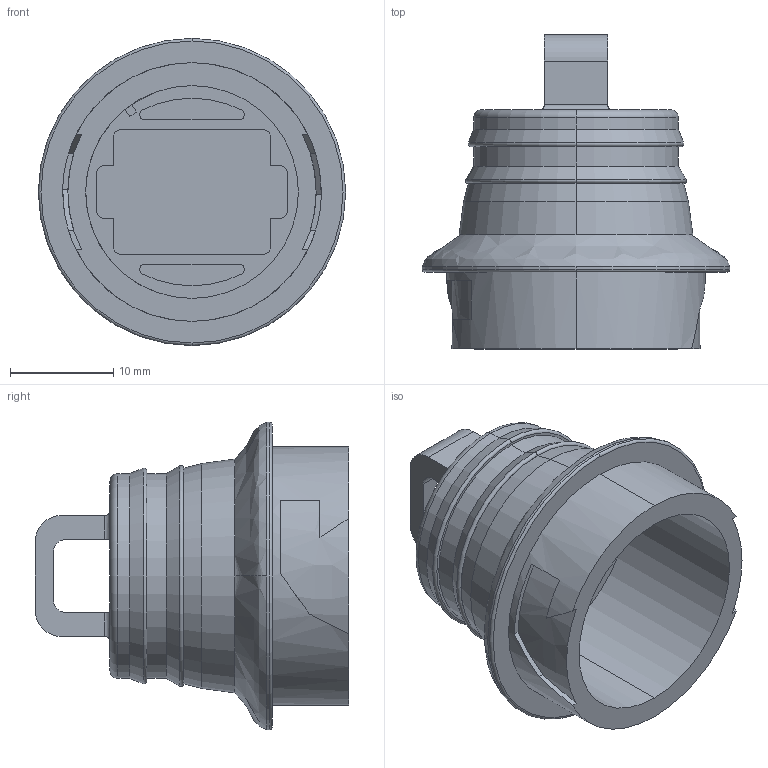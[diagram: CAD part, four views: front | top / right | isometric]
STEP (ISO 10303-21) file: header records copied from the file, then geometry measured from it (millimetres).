
FILE_DESCRIPTION (( 'STEP AP203' ), '1' );
FILE_NAME ('WT67PC.STEP', '2010-11-22T14:03:17', ( 'x' ), ( 'Microsoft' ), 'SwSTEP 2.0', 'SolidWorks 2010', '' );
FILE_SCHEMA (( 'CONFIG_CONTROL_DESIGN' ));
Length unit declared in the file: inch
Products named in the file (1): WT67PC
Bounding box: 29.72 x 30.35 x 29.72 mm (x, y, z)
Volume: 3729.2 mm3; surface area: 4838.9 mm2
Topology: 1 solids, 1 shells, 104 faces, 295 edges, 200 vertices
Faces by surface type: plane 47, cylinder 37, torus 8, cone 8, bspline 4
Entity records: 3880 total; most frequent: CARTESIAN_POINT 1112, ORIENTED_EDGE 590, DIRECTION 537, EDGE_CURVE 295, AXIS2_PLACEMENT_3D 201, VERTEX_POINT 200, VECTOR 135, LINE 135
